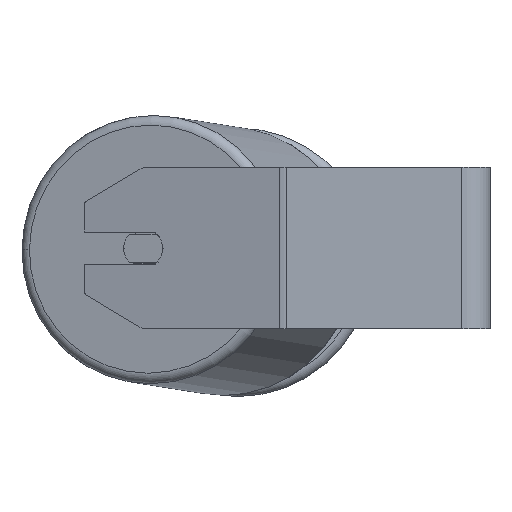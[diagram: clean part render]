
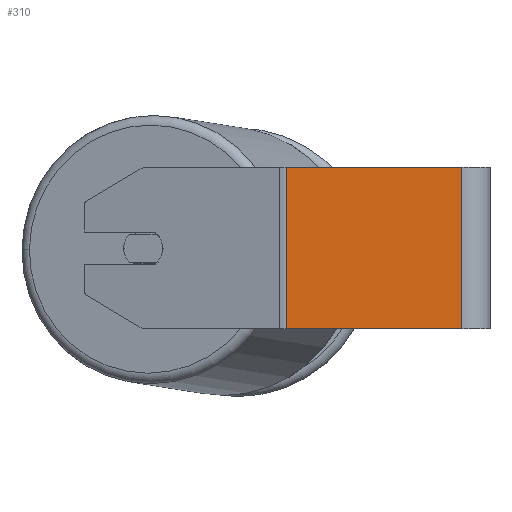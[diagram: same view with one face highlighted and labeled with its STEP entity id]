
A CAD part, left-side view. The second image highlights one B-rep face of the part: STEP entity #310.
In plain terms, the highlighted planar face has unit normal (-1, 0, 0).
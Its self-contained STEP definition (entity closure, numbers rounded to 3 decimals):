
#310 = ADVANCED_FACE ( 'NONE', ( #2463 ), #8295, .F. ) ;
#367 = EDGE_LOOP ( 'NONE', ( #1426, #6596, #1864, #7208 ) ) ;
#486 = EDGE_CURVE ( 'NONE', #2186, #8408, #2116, .T. ) ;
#1266 = CARTESIAN_POINT ( 'NONE',  ( -285., 102.721, 40. ) ) ;
#1426 = ORIENTED_EDGE ( 'NONE', *, *, #6906, .T. ) ;
#1864 = ORIENTED_EDGE ( 'NONE', *, *, #5594, .F. ) ;
#2116 = LINE ( 'NONE', #3393, #5913 ) ;
#2186 = VERTEX_POINT ( 'NONE', #3426 ) ;
#2387 = VERTEX_POINT ( 'NONE', #5776 ) ;
#2463 = FACE_OUTER_BOUND ( 'NONE', #367, .T. ) ;
#2641 = AXIS2_PLACEMENT_3D ( 'NONE', #1266, #3196, #3790 ) ;
#2684 = VECTOR ( 'NONE', #7154, 1000. ) ;
#3035 = VECTOR ( 'NONE', #4474, 1000. ) ;
#3196 = DIRECTION ( 'NONE',  ( 1., 0., 0. ) ) ;
#3235 = EDGE_CURVE ( 'NONE', #7774, #2387, #4559, .T. ) ;
#3272 = LINE ( 'NONE', #5238, #3035 ) ;
#3393 = CARTESIAN_POINT ( 'NONE',  ( -285., 100.878, 40. ) ) ;
#3426 = CARTESIAN_POINT ( 'NONE',  ( -285., 100.878, 40. ) ) ;
#3790 = DIRECTION ( 'NONE',  ( 0., 0., -1. ) ) ;
#4474 = DIRECTION ( 'NONE',  ( 0., -1., 0. ) ) ;
#4559 = LINE ( 'NONE', #5243, #2684 ) ;
#5060 = DIRECTION ( 'NONE',  ( 0., -1., 0. ) ) ;
#5238 = CARTESIAN_POINT ( 'NONE',  ( -285., 102.721, -40. ) ) ;
#5243 = CARTESIAN_POINT ( 'NONE',  ( -285., 14., 40. ) ) ;
#5283 = DIRECTION ( 'NONE',  ( 0., 0., -1. ) ) ;
#5529 = CARTESIAN_POINT ( 'NONE',  ( -285., 14., 40. ) ) ;
#5594 = EDGE_CURVE ( 'NONE', #2186, #7774, #6373, .T. ) ;
#5675 = CARTESIAN_POINT ( 'NONE',  ( -285., 100.878, -40. ) ) ;
#5776 = CARTESIAN_POINT ( 'NONE',  ( -285., 14., -40. ) ) ;
#5913 = VECTOR ( 'NONE', #5283, 1000. ) ;
#6373 = LINE ( 'NONE', #7097, #6957 ) ;
#6596 = ORIENTED_EDGE ( 'NONE', *, *, #3235, .F. ) ;
#6906 = EDGE_CURVE ( 'NONE', #8408, #2387, #3272, .T. ) ;
#6957 = VECTOR ( 'NONE', #5060, 1000. ) ;
#7097 = CARTESIAN_POINT ( 'NONE',  ( -285., 102.721, 40. ) ) ;
#7154 = DIRECTION ( 'NONE',  ( 0., 0., -1. ) ) ;
#7208 = ORIENTED_EDGE ( 'NONE', *, *, #486, .T. ) ;
#7774 = VERTEX_POINT ( 'NONE', #5529 ) ;
#8295 = PLANE ( 'NONE',  #2641 ) ;
#8408 = VERTEX_POINT ( 'NONE', #5675 ) ;
